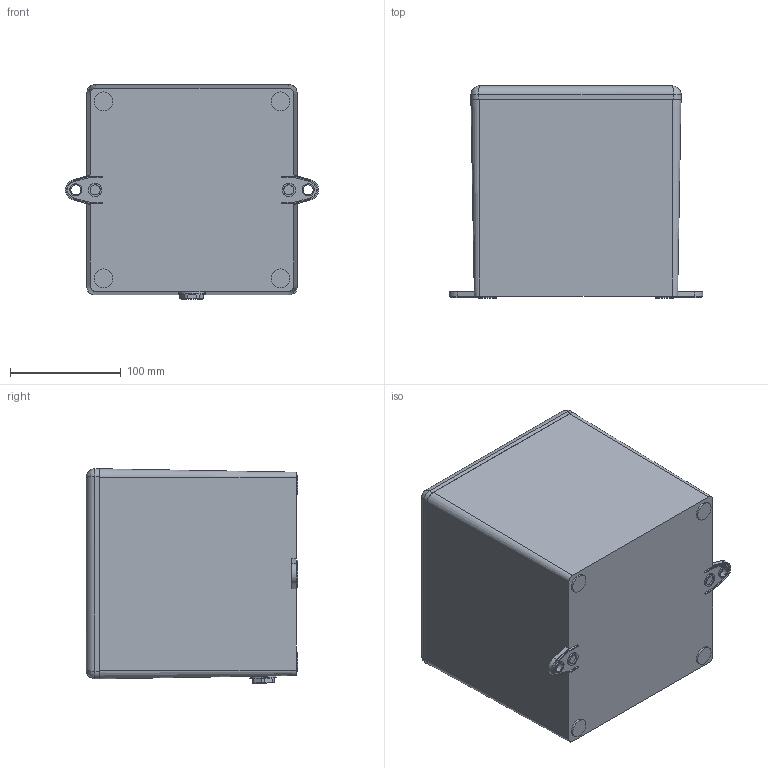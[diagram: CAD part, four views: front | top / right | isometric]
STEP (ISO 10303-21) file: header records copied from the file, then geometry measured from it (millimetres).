
FILE_DESCRIPTION (( 'STEP AP214' ), '1' );
FILE_NAME ('SK0110-3D.STEP', '2014-12-02T14:10:36', ( '' ), ( '' ), 'SwSTEP 2.0', 'SolidWorks 2014', '' );
FILE_SCHEMA (( 'AUTOMOTIVE_DESIGN' ));
Length unit declared in the file: millimetre
Products named in the file (14): SCSSPL6x35-Basic; D3503_Issue_A- Basic; D3502_Issue_D-Basic; D3501_Issue_C-Basic; SK0110-3D; D151-50-001-3D_Issue_A-Basic
Assembly tree (8 placements, depth 2):
  SCSSPL6x35-Basic
  SCSSPL6x35-Basic
  SCSSPL6x35-Basic
  D3503_Issue_A- Basic
  D3502_Issue_D-Basic
Bounding box: 228.96 x 191.5 x 193.88 mm (x, y, z)
Volume: 1414542.9 mm3; surface area: 505582.4 mm2
Topology: 8 solids, 8 shells, 452 faces, 1095 edges, 656 vertices
Faces by surface type: cylinder 171, plane 169, bspline 64, cone 38, torus 8, sphere 2
Entity records: 11771 total; most frequent: CARTESIAN_POINT 4190, ORIENTED_EDGE 1542, DIRECTION 1483, EDGE_CURVE 771, AXIS2_PLACEMENT_3D 558, VERTEX_POINT 485, VECTOR 367, LINE 367
